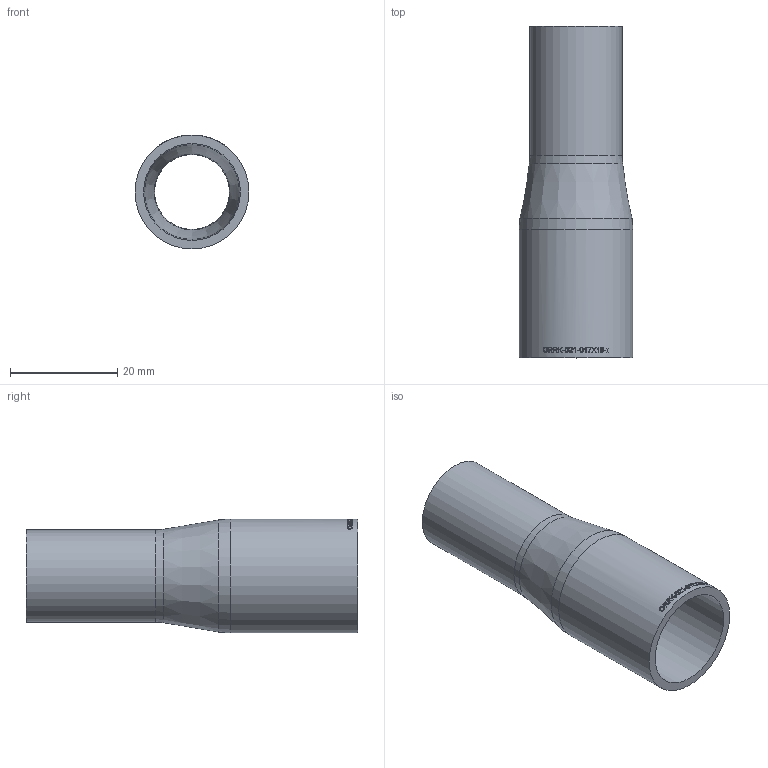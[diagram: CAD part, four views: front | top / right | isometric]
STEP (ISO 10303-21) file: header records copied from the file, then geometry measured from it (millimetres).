
FILE_DESCRIPTION (( 'STEP AP214' ), '1' );
FILE_NAME ('ORRK-021-017X16-x Reduzierung orbital ISO Koncenter 2008.STEP', '2020-08-17T09:51:17', ( '' ), ( '' ), 'SwSTEP 2.0', 'SolidWorks 2019', '' );
FILE_SCHEMA (( 'AUTOMOTIVE_DESIGN' ));
Length unit declared in the file: millimetre
Products named in the file (1): ORRK-021-017X16-x Reduzierung orbital ISO Koncenter 2008
Bounding box: 21.3 x 62 x 21.3 mm (x, y, z)
Volume: 5500.2 mm3; surface area: 7073.5 mm2
Topology: 1 solids, 1 shells, 214 faces, 559 edges, 370 vertices
Faces by surface type: bspline 111, plane 70, cylinder 27, torus 4, cone 2
Full cylindrical faces by diameter (mm): 14 x1, 17.2 x1, 18.1 x1, 21.3 x1
Entity records: 14600 total; most frequent: CARTESIAN_POINT 8128, ORIENTED_EDGE 1098, EDGE_CURVE 549, DIRECTION 492, VERTEX_POINT 370, B_SPLINE_CURVE_WITH_KNOTS 359, EDGE_LOOP 249, FACE_OUTER_BOUND 222
